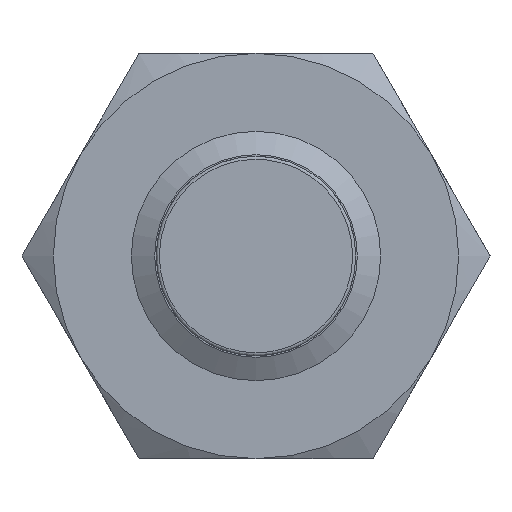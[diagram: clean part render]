
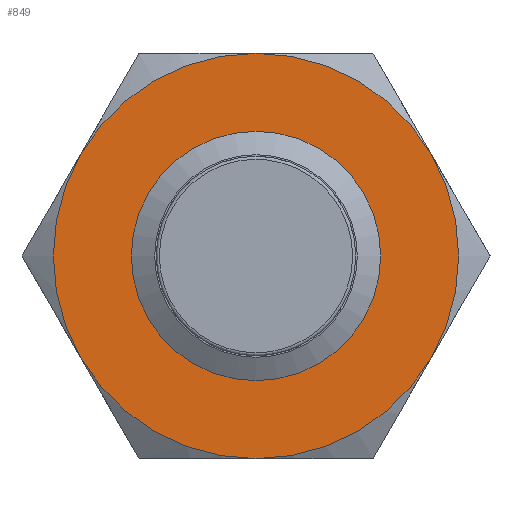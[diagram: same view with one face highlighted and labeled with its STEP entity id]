
A CAD part, left-side view. The second image highlights one B-rep face of the part: STEP entity #849.
In plain terms, the highlighted planar face has unit normal (-1, 0, 0).
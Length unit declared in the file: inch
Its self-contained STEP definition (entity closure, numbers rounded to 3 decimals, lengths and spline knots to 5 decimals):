
#89 = CARTESIAN_POINT ( 'NONE',  ( 0.27559, 0., 0.15748 ) ) ;
#118 = EDGE_CURVE ( 'NONE', #154, #2188, #1235, .T. ) ;
#133 = CIRCLE ( 'NONE', #532, 0.25591 ) ;
#154 = VERTEX_POINT ( 'NONE', #247 ) ;
#176 = AXIS2_PLACEMENT_3D ( 'NONE', #865, #2076, #1019 ) ;
#221 = DIRECTION ( 'NONE',  ( 1., 0., 0. ) ) ;
#247 = CARTESIAN_POINT ( 'NONE',  ( 0.27559, 0., 0.25591 ) ) ;
#248 = CIRCLE ( 'NONE', #833, 0.25591 ) ;
#257 = ORIENTED_EDGE ( 'NONE', *, *, #1092, .F. ) ;
#275 = EDGE_CURVE ( 'NONE', #1625, #498, #2097, .T. ) ;
#280 = CIRCLE ( 'NONE', #388, 0.25591 ) ;
#284 = AXIS2_PLACEMENT_3D ( 'NONE', #1242, #221, #1261 ) ;
#378 = CARTESIAN_POINT ( 'NONE',  ( 0.27559, -0.22162, 0.12795 ) ) ;
#388 = AXIS2_PLACEMENT_3D ( 'NONE', #1490, #442, #393 ) ;
#393 = DIRECTION ( 'NONE',  ( 0., 0., -1. ) ) ;
#439 = AXIS2_PLACEMENT_3D ( 'NONE', #2037, #601, #1520 ) ;
#442 = DIRECTION ( 'NONE',  ( 1., 0., 0. ) ) ;
#480 = FACE_BOUND ( 'NONE', #1374, .T. ) ;
#484 = VERTEX_POINT ( 'NONE', #521 ) ;
#498 = VERTEX_POINT ( 'NONE', #1216 ) ;
#521 = CARTESIAN_POINT ( 'NONE',  ( 0.27559, 0.22162, 0.12795 ) ) ;
#532 = AXIS2_PLACEMENT_3D ( 'NONE', #1225, #2280, #1425 ) ;
#567 = CIRCLE ( 'NONE', #284, 0.25591 ) ;
#601 = DIRECTION ( 'NONE',  ( 1., 0., 0. ) ) ;
#663 = CARTESIAN_POINT ( 'NONE',  ( 0.27559, 0., -0.25591 ) ) ;
#665 = ORIENTED_EDGE ( 'NONE', *, *, #1410, .F. ) ;
#685 = AXIS2_PLACEMENT_3D ( 'NONE', #2128, #1950, #1603 ) ;
#784 = CARTESIAN_POINT ( 'NONE',  ( 0.27559, 0., 0. ) ) ;
#833 = AXIS2_PLACEMENT_3D ( 'NONE', #784, #1495, #2221 ) ;
#839 = ORIENTED_EDGE ( 'NONE', *, *, #1174, .F. ) ;
#848 = CARTESIAN_POINT ( 'NONE',  ( 0.27559, 0., 0. ) ) ;
#849 = ADVANCED_FACE ( 'NONE', ( #480, #1663 ), #2011, .F. ) ;
#863 = EDGE_CURVE ( 'NONE', #484, #154, #248, .T. ) ;
#865 = CARTESIAN_POINT ( 'NONE',  ( 0.27559, 0., 0. ) ) ;
#895 = CIRCLE ( 'NONE', #2196, 0.15748 ) ;
#1017 = EDGE_LOOP ( 'NONE', ( #1566, #257, #839, #1274, #1811, #2009 ) ) ;
#1019 = DIRECTION ( 'NONE',  ( 0., 0., -1. ) ) ;
#1092 = EDGE_CURVE ( 'NONE', #1996, #1625, #133, .T. ) ;
#1143 = VERTEX_POINT ( 'NONE', #89 ) ;
#1174 = EDGE_CURVE ( 'NONE', #2188, #1996, #280, .T. ) ;
#1179 = CARTESIAN_POINT ( 'NONE',  ( 0.27559, -0.22162, -0.12795 ) ) ;
#1216 = CARTESIAN_POINT ( 'NONE',  ( 0.27559, 0.22162, -0.12795 ) ) ;
#1225 = CARTESIAN_POINT ( 'NONE',  ( 0.27559, 0., 0. ) ) ;
#1235 = CIRCLE ( 'NONE', #176, 0.25591 ) ;
#1242 = CARTESIAN_POINT ( 'NONE',  ( 0.27559, 0., 0. ) ) ;
#1261 = DIRECTION ( 'NONE',  ( 0., 0., -1. ) ) ;
#1274 = ORIENTED_EDGE ( 'NONE', *, *, #118, .F. ) ;
#1374 = EDGE_LOOP ( 'NONE', ( #665 ) ) ;
#1410 = EDGE_CURVE ( 'NONE', #1143, #1143, #895, .T. ) ;
#1425 = DIRECTION ( 'NONE',  ( 0., 0., -1. ) ) ;
#1490 = CARTESIAN_POINT ( 'NONE',  ( 0.27559, 0., 0. ) ) ;
#1495 = DIRECTION ( 'NONE',  ( 1., 0., 0. ) ) ;
#1520 = DIRECTION ( 'NONE',  ( 0., 0., -1. ) ) ;
#1562 = DIRECTION ( 'NONE',  ( -1., 0., 0. ) ) ;
#1566 = ORIENTED_EDGE ( 'NONE', *, *, #275, .F. ) ;
#1603 = DIRECTION ( 'NONE',  ( 0., 0., -1. ) ) ;
#1625 = VERTEX_POINT ( 'NONE', #663 ) ;
#1663 = FACE_OUTER_BOUND ( 'NONE', #1017, .T. ) ;
#1738 = EDGE_CURVE ( 'NONE', #498, #484, #567, .T. ) ;
#1811 = ORIENTED_EDGE ( 'NONE', *, *, #863, .F. ) ;
#1950 = DIRECTION ( 'NONE',  ( 1., 0., 0. ) ) ;
#1996 = VERTEX_POINT ( 'NONE', #1179 ) ;
#2009 = ORIENTED_EDGE ( 'NONE', *, *, #1738, .F. ) ;
#2011 = PLANE ( 'NONE',  #439 ) ;
#2037 = CARTESIAN_POINT ( 'NONE',  ( 0.27559, 0., 0. ) ) ;
#2076 = DIRECTION ( 'NONE',  ( 1., 0., 0. ) ) ;
#2097 = CIRCLE ( 'NONE', #685, 0.25591 ) ;
#2128 = CARTESIAN_POINT ( 'NONE',  ( 0.27559, 0., 0. ) ) ;
#2188 = VERTEX_POINT ( 'NONE', #378 ) ;
#2196 = AXIS2_PLACEMENT_3D ( 'NONE', #848, #1562, #2260 ) ;
#2221 = DIRECTION ( 'NONE',  ( 0., 0., -1. ) ) ;
#2260 = DIRECTION ( 'NONE',  ( 0., 0., 1. ) ) ;
#2280 = DIRECTION ( 'NONE',  ( 1., 0., 0. ) ) ;
